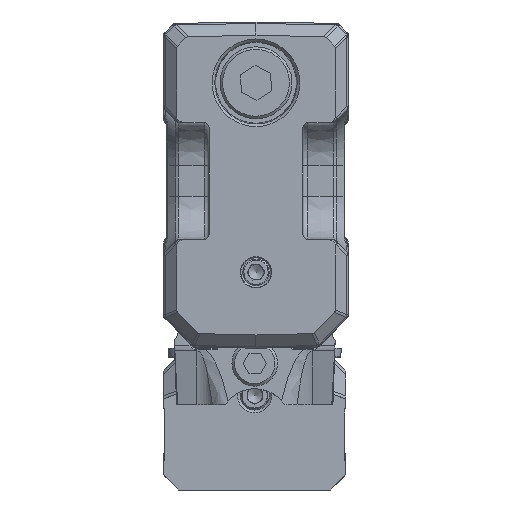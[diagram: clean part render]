
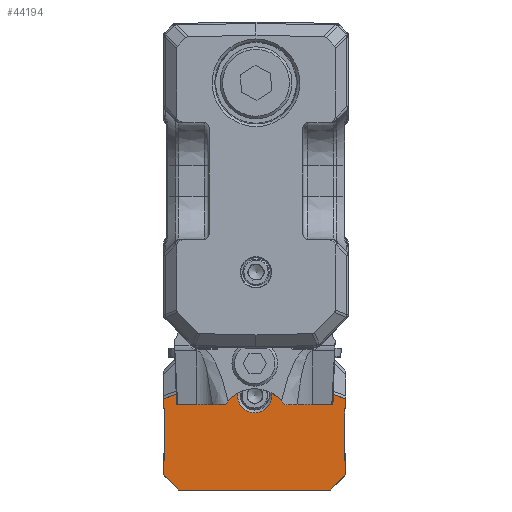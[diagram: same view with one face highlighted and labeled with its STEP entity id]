
A CAD part, front view. The second image highlights one B-rep face of the part: STEP entity #44194.
In plain terms, the highlighted planar face has unit normal (0, -1, 0).
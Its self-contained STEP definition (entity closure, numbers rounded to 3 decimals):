
#12785=LINE('',#149058,#20975);
#12786=LINE('',#149060,#20976);
#12799=LINE('',#149096,#20989);
#12820=LINE('',#149158,#21010);
#12826=LINE('',#149180,#21016);
#12837=LINE('',#149208,#21027);
#13049=LINE('',#150277,#21239);
#13068=LINE('',#150438,#21258);
#13078=LINE('',#150462,#21268);
#13706=LINE('',#162084,#21969);
#13719=LINE('',#162113,#21982);
#13867=LINE('',#163794,#22130);
#13883=LINE('',#163878,#22146);
#13917=LINE('',#164035,#22180);
#13920=LINE('',#164041,#22183);
#14018=LINE('',#164708,#22281);
#14030=LINE('',#164738,#22293);
#14031=LINE('',#164741,#22294);
#20975=VECTOR('',#123776,1.);
#20976=VECTOR('',#123779,1.);
#20989=VECTOR('',#123806,1.);
#21010=VECTOR('',#123861,1.);
#21016=VECTOR('',#123881,1.);
#21027=VECTOR('',#123904,1.);
#21239=VECTOR('',#124846,1.);
#21258=VECTOR('',#124907,1.);
#21268=VECTOR('',#124927,1.);
#21969=VECTOR('',#127662,1.);
#21982=VECTOR('',#127689,1.);
#22130=VECTOR('',#128205,1.);
#22146=VECTOR('',#128287,1.);
#22180=VECTOR('',#128377,1.);
#22183=VECTOR('',#128384,1.);
#22281=VECTOR('',#128808,1.);
#22293=VECTOR('',#128856,1.);
#22294=VECTOR('',#128861,1.);
#44194=ADVANCED_FACE('',(#51680,#51681),#49201,.F.);
#49201=PLANE('',#117047);
#51680=FACE_BOUND('',#53583,.T.);
#51681=FACE_BOUND('',#53584,.T.);
#53583=EDGE_LOOP('',(#64519,#64520,#64521,#64522,#64523,#64524,#64525,#64526,
#64527,#64528,#64529,#64530,#64531,#64532,#64533,#64534,#64535,#64536,#64537,
#64538,#64539,#64540));
#53584=EDGE_LOOP('',(#64541));
#64519=ORIENTED_EDGE('',*,*,#98544,.T.);
#64520=ORIENTED_EDGE('',*,*,#95639,.T.);
#64521=ORIENTED_EDGE('',*,*,#95640,.F.);
#64522=ORIENTED_EDGE('',*,*,#95658,.T.);
#64523=ORIENTED_EDGE('',*,*,#98543,.T.);
#64524=ORIENTED_EDGE('',*,*,#98292,.T.);
#64525=ORIENTED_EDGE('',*,*,#96226,.F.);
#64526=ORIENTED_EDGE('',*,*,#98359,.T.);
#64527=ORIENTED_EDGE('',*,*,#98531,.T.);
#64528=ORIENTED_EDGE('',*,*,#95713,.T.);
#64529=ORIENTED_EDGE('',*,*,#95699,.T.);
#64530=ORIENTED_EDGE('',*,*,#95688,.T.);
#64531=ORIENTED_EDGE('',*,*,#96213,.T.);
#64532=ORIENTED_EDGE('',*,*,#98362,.F.);
#64533=ORIENTED_EDGE('',*,*,#98010,.F.);
#64534=ORIENTED_EDGE('',*,*,#98012,.F.);
#64535=ORIENTED_EDGE('',*,*,#98421,.F.);
#64536=ORIENTED_EDGE('',*,*,#96164,.T.);
#64537=ORIENTED_EDGE('',*,*,#98423,.T.);
#64538=ORIENTED_EDGE('',*,*,#98317,.T.);
#64539=ORIENTED_EDGE('',*,*,#98316,.T.);
#64540=ORIENTED_EDGE('',*,*,#97997,.T.);
#64541=ORIENTED_EDGE('',*,*,#95940,.T.);
#86859=VERTEX_POINT('',#149055);
#86860=VERTEX_POINT('',#149057);
#86861=VERTEX_POINT('',#149061);
#86876=VERTEX_POINT('',#149095);
#86897=VERTEX_POINT('',#149152);
#86900=VERTEX_POINT('',#149157);
#86910=VERTEX_POINT('',#149181);
#86919=VERTEX_POINT('',#149205);
#87105=VERTEX_POINT('',#149769);
#87283=VERTEX_POINT('',#150276);
#87284=VERTEX_POINT('',#150278);
#87330=VERTEX_POINT('',#150437);
#87339=VERTEX_POINT('',#150461);
#87340=VERTEX_POINT('',#150463);
#88465=VERTEX_POINT('',#162083);
#88466=VERTEX_POINT('',#162085);
#88472=VERTEX_POINT('',#162106);
#88473=VERTEX_POINT('',#162108);
#88474=VERTEX_POINT('',#162112);
#88592=VERTEX_POINT('',#163792);
#88603=VERTEX_POINT('',#163875);
#88604=VERTEX_POINT('',#163879);
#88618=VERTEX_POINT('',#164034);
#95639=EDGE_CURVE('',#86859,#86860,#12785,.T.);
#95640=EDGE_CURVE('',#86861,#86860,#12786,.T.);
#95658=EDGE_CURVE('',#86861,#86876,#12799,.T.);
#95688=EDGE_CURVE('',#86897,#86900,#12820,.T.);
#95699=EDGE_CURVE('',#86910,#86897,#12826,.T.);
#95713=EDGE_CURVE('',#86919,#86910,#12837,.T.);
#95940=EDGE_CURVE('',#87105,#87105,#109845,.T.);
#96164=EDGE_CURVE('',#87284,#87283,#13049,.T.);
#96213=EDGE_CURVE('',#86900,#87330,#13068,.T.);
#96226=EDGE_CURVE('',#87339,#87340,#13078,.T.);
#97997=EDGE_CURVE('',#88466,#88465,#13706,.T.);
#98010=EDGE_CURVE('',#88473,#88472,#110405,.T.);
#98012=EDGE_CURVE('',#88474,#88473,#13719,.T.);
#98292=EDGE_CURVE('',#88592,#87340,#13867,.T.);
#98316=EDGE_CURVE('',#88603,#88466,#110439,.T.);
#98317=EDGE_CURVE('',#88604,#88603,#13883,.T.);
#98359=EDGE_CURVE('',#87339,#88618,#13917,.T.);
#98362=EDGE_CURVE('',#88472,#87330,#13920,.T.);
#98421=EDGE_CURVE('',#87284,#88474,#110455,.T.);
#98423=EDGE_CURVE('',#87283,#88604,#110456,.T.);
#98531=EDGE_CURVE('',#88618,#86919,#14018,.T.);
#98543=EDGE_CURVE('',#86876,#88592,#14030,.T.);
#98544=EDGE_CURVE('',#88465,#86859,#14031,.T.);
#109845=CIRCLE('',#115389,1.7);
#110405=CIRCLE('',#116614,0.8);
#110439=CIRCLE('',#116831,0.8);
#110455=CIRCLE('',#116923,0.8);
#110456=CIRCLE('',#116927,0.8);
#115389=AXIS2_PLACEMENT_3D('',#149768,#124381,#124382);
#116614=AXIS2_PLACEMENT_3D('',#162109,#127684,#127685);
#116831=AXIS2_PLACEMENT_3D('',#163876,#128283,#128284);
#116923=AXIS2_PLACEMENT_3D('',#164358,#128528,#128529);
#116927=AXIS2_PLACEMENT_3D('',#164363,#128537,#128538);
#117047=AXIS2_PLACEMENT_3D('',#164743,#128864,#128865);
#123776=DIRECTION('',(1.,0.,0.));
#123779=DIRECTION('',(0.,0.,1.));
#123806=DIRECTION('',(-1.,0.,0.));
#123861=DIRECTION('',(1.,0.,0.));
#123881=DIRECTION('',(0.,0.,1.));
#123904=DIRECTION('',(-1.,0.,0.));
#124381=DIRECTION('',(0.,1.,0.));
#124382=DIRECTION('',(-1.,0.,0.));
#124846=DIRECTION('',(-1.,0.,0.));
#124907=DIRECTION('',(0.,0.,1.));
#124927=DIRECTION('',(-1.,0.,0.));
#127662=DIRECTION('',(-0.94,0.,-0.342));
#127684=DIRECTION('',(0.,-1.,0.));
#127685=DIRECTION('',(-1.,0.,0.));
#127689=DIRECTION('',(-0.5,0.,-0.866));
#128205=DIRECTION('',(0.707,0.,-0.707));
#128283=DIRECTION('',(0.,1.,0.));
#128284=DIRECTION('',(-1.,0.,0.));
#128287=DIRECTION('',(0.5,0.,-0.866));
#128377=DIRECTION('',(0.707,0.,0.707));
#128384=DIRECTION('',(0.94,0.,-0.342));
#128528=DIRECTION('',(0.,1.,0.));
#128529=DIRECTION('',(-1.,0.,0.));
#128537=DIRECTION('',(0.,-1.,0.));
#128538=DIRECTION('',(-1.,0.,0.));
#128808=DIRECTION('',(0.,0.,1.));
#128856=DIRECTION('',(0.,0.,-1.));
#128861=DIRECTION('',(0.,0.,-1.));
#128864=DIRECTION('',(0.,1.,0.));
#128865=DIRECTION('',(0.,0.,1.));
#149055=CARTESIAN_POINT('',(-9.,102.5,-38.2));
#149057=CARTESIAN_POINT('',(-8.885,102.5,-38.2));
#149058=CARTESIAN_POINT('',(0.,102.5,-38.2));
#149060=CARTESIAN_POINT('',(-8.885,102.5,-46.2));
#149061=CARTESIAN_POINT('',(-8.885,102.5,-43.285));
#149095=CARTESIAN_POINT('',(-9.,102.5,-43.285));
#149096=CARTESIAN_POINT('',(0.,102.5,-43.285));
#149152=CARTESIAN_POINT('',(8.885,102.5,-38.2));
#149157=CARTESIAN_POINT('',(9.,102.5,-38.2));
#149158=CARTESIAN_POINT('',(0.,102.5,-38.2));
#149180=CARTESIAN_POINT('',(8.885,102.5,-46.2));
#149181=CARTESIAN_POINT('',(8.885,102.5,-43.285));
#149205=CARTESIAN_POINT('',(9.,102.5,-43.285));
#149208=CARTESIAN_POINT('',(0.,102.5,-43.285));
#149768=CARTESIAN_POINT('',(0.,102.5,-36.874));
#149769=CARTESIAN_POINT('',(-1.7,102.5,-36.874));
#150276=CARTESIAN_POINT('',(-5.922,102.5,-33.2));
#150277=CARTESIAN_POINT('',(0.,102.5,-33.2));
#150278=CARTESIAN_POINT('',(5.922,102.5,-33.2));
#150437=CARTESIAN_POINT('',(9.,102.5,-37.2));
#150438=CARTESIAN_POINT('',(9.,102.5,-46.2));
#150461=CARTESIAN_POINT('',(7.5,102.5,-46.2));
#150462=CARTESIAN_POINT('',(0.,102.5,-46.2));
#150463=CARTESIAN_POINT('',(-7.5,102.5,-46.2));
#162083=CARTESIAN_POINT('',(-9.,102.5,-37.2));
#162084=CARTESIAN_POINT('',(-3.945,102.5,-35.36));
#162085=CARTESIAN_POINT('',(-5.922,102.5,-36.08));
#162106=CARTESIAN_POINT('',(5.922,102.5,-36.08));
#162108=CARTESIAN_POINT('',(5.502,102.5,-34.928));
#162109=CARTESIAN_POINT('',(6.195,102.5,-35.328));
#162112=CARTESIAN_POINT('',(5.985,102.5,-34.092));
#162113=CARTESIAN_POINT('',(-0.754,102.5,-45.765));
#163792=CARTESIAN_POINT('',(-9.,102.5,-44.7));
#163794=CARTESIAN_POINT('',(-3.75,102.5,-49.95));
#163875=CARTESIAN_POINT('',(-5.502,102.5,-34.928));
#163876=CARTESIAN_POINT('',(-6.195,102.5,-35.328));
#163878=CARTESIAN_POINT('',(0.754,102.5,-45.765));
#163879=CARTESIAN_POINT('',(-5.985,102.5,-34.092));
#164034=CARTESIAN_POINT('',(9.,102.5,-44.7));
#164035=CARTESIAN_POINT('',(3.75,102.5,-49.95));
#164041=CARTESIAN_POINT('',(3.945,102.5,-35.36));
#164358=CARTESIAN_POINT('',(5.292,102.5,-33.692));
#164363=CARTESIAN_POINT('',(-5.292,102.5,-33.692));
#164708=CARTESIAN_POINT('',(9.,102.5,-46.2));
#164738=CARTESIAN_POINT('',(-9.,102.5,-46.2));
#164741=CARTESIAN_POINT('',(-9.,102.5,-46.2));
#164743=CARTESIAN_POINT('',(0.,102.5,-46.2));
